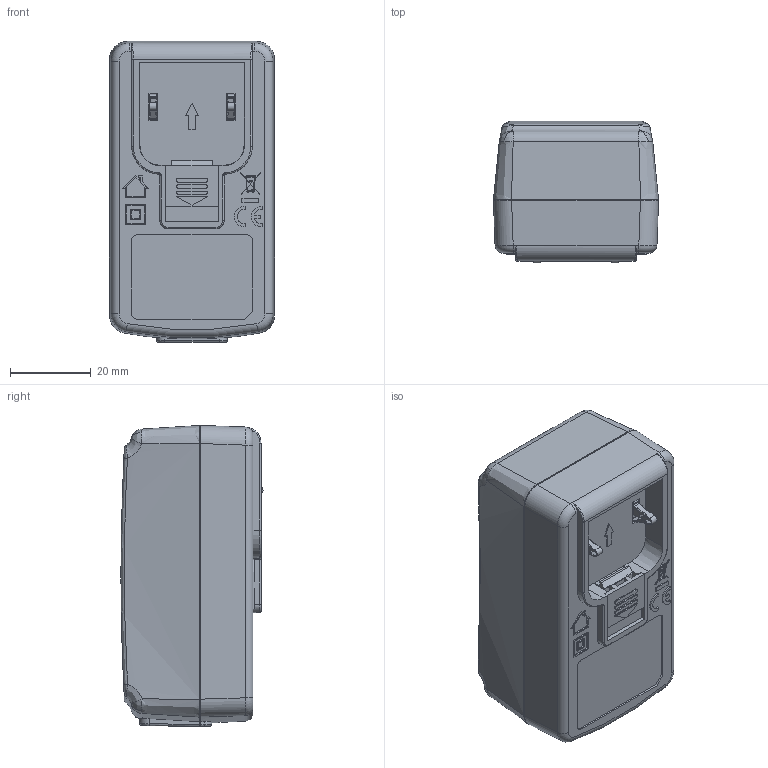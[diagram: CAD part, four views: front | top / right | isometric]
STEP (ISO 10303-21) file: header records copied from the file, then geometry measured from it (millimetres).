
FILE_DESCRIPTION((''),'2;1');
FILE_NAME('GTM46360-2505-USB2A-Q_ASM','2022-11-04T15:05:22',('rd05'),(''),'CREO PARAMETRIC BY PTC INC, 2018050','CREO PARAMETRIC BY PTC INC, 2018050','');
FILE_SCHEMA(('CONFIG_CONTROL_DESIGN','GEOMETRIC_VALIDATION_PROPERTIES_MIM'));
Products named in the file (137): NEW-PIN-LEFT_2; NEW-PIN-RIGHT_2; MANIFOLD_SOLID_BREP_3919_2; SPRING_1; COVER_2; BOTTOM-CASE; TOP-CASE; USB-2_ASM_18_ASM; BOARD_5; PRT0001_1; C15_ASM_1_ASM; CN2_ASM_1; PRT0001-30841_1; PRT0002-31580_1; 226-04526002-T0220F_1__ASM_1_ASM; Q2_ASM_1_ASM; CY1-32773_1; SOLID-35050_1; SOLID-35239_1; PRT0001-35036_ASM_1_ASM; CY1_ASM_1__ASM_1_ASM; CY1-32742_ASM_1_ASM; CY2_ASM_1_ASM; PRT0001-35512_1; SOLID-36892_1; SOLID-37081_1; SOLID-37270_1; SOLID-37459_1; PRT0002-36870_ASM_1_ASM; 320-02454002TRANSFORMER_ASM_1_ASM; T1_ASM_1_ASM; Q1_ASM_1_ASM; HS1_1_1; HS1_ASM_2_ASM; 1648S_1; SOLID-42048_1; SOLID-42535_1; PRT0001-42034_ASM_1_ASM; PRT0002-43028_1; 16X20_ASM_ASM_1_ASM ...
Assembly tree (175 placements, depth 7):
  GTM46360-2505-USB2A-Q_ASM
    USB-2_ASM_18_ASM
      NEW-PIN-LEFT_2
      NEW-PIN-RIGHT_2
      MANIFOLD_SOLID_BREP_3919_2
      SPRING_1
      COVER_2
      BOTTOM-CASE
      TOP-CASE
    GTM46360_5V5A_1A_2A_500-0298012_ASM
      PCB_ASM_1_ASM
        BOARD_5
        C15_ASM_1_ASM
          PRT0001_1
        CN2_ASM_1
        Q2_ASM_1_ASM
          226-04526002-T0220F_1__ASM_1_ASM
            PRT0001-30841_1
            PRT0002-31580_1  x3
        CY1-32742_ASM_1_ASM
          CY1_ASM_1__ASM_1_ASM
            CY1-32773_1
            PRT0001-35036_ASM_1_ASM
              SOLID-35050_1
              SOLID-35239_1
        CY2_ASM_1_ASM
          CY1_ASM_1__ASM_1_ASM
            CY1-32773_1
            PRT0001-35036_ASM_1_ASM
              SOLID-35050_1
              SOLID-35239_1
        T1_ASM_1_ASM
          320-02454002TRANSFORMER_ASM_1_ASM
            PRT0001-35512_1
            PRT0002-36870_ASM_1_ASM
              SOLID-36892_1
              SOLID-37081_1
              SOLID-37270_1
              SOLID-37459_1
        Q1_ASM_1_ASM
          226-04526002-T0220F_1__ASM_1_ASM
            PRT0001-30841_1
            PRT0002-31580_1  x3
        HS1_ASM_2_ASM
          HS1_1_1
        C1_ASM_1_ASM
          16X20_ASM_ASM_1_ASM
            1648S_1
            PRT0001-42034_ASM_1_ASM
              SOLID-42048_1
              SOLID-42535_1
            PRT0002-43028_1
        LF1_ASM_1_ASM
          LF1_1__ASM_1_ASM
            LF1_1_1
            LF1_2_ASM_1_ASM
              SOLID-44739_1
              SOLID-46506_1
              SOLID-48825_1
              SOLID-51098_1
Bounding box: 41 x 35.3 x 74.8 mm (x, y, z)
Volume: 51667.4 mm3; surface area: 56608.2 mm2
Topology: 190 solids, 192 shells, 5723 faces, 14329 edges, 9183 vertices
Faces by surface type: plane 3136, extrusion 1080, cylinder 913, torus 287, cone 151, bspline 92, sphere 64
Entity records: 120436 total; most frequent: CARTESIAN_POINT 33005, DIRECTION 15059, ORIENTED_EDGE 14536, EDGE_CURVE 7284, AXIS2_PLACEMENT_3D 5292, VERTEX_POINT 4581, VECTOR 4475, LINE 4399
